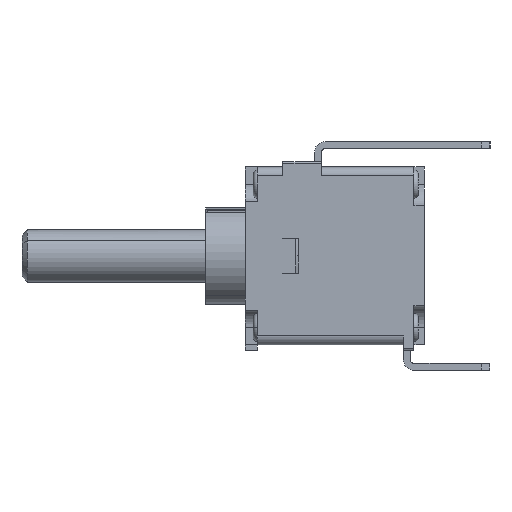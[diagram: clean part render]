
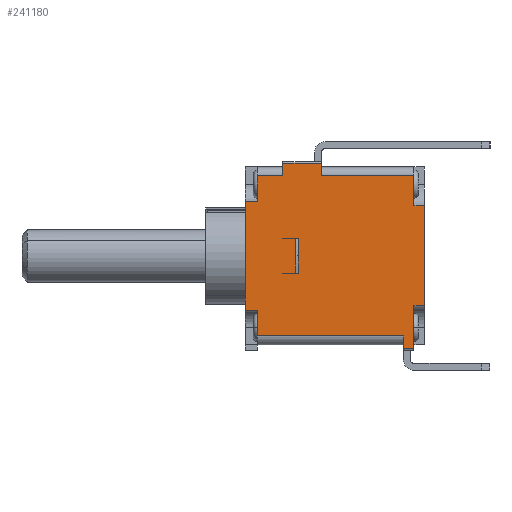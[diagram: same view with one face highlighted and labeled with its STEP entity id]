
A CAD part, left-side view. The second image highlights one B-rep face of the part: STEP entity #241180.
In plain terms, the highlighted face is planar.
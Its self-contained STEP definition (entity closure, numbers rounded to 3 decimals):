
#1170=CARTESIAN_POINT('',(10.16,0.,7.984))
;
#1180=DIRECTION('',(0.,1.,0.));
#1190=VECTOR('',#1180,1.);
#1200=LINE('',#1170,#1190);
#1210=CARTESIAN_POINT('',(10.16,4.08,7.984));
#1220=VERTEX_POINT('',#1210);
#1230=CARTESIAN_POINT('',(10.16,4.09,7.984));
#1240=VERTEX_POINT('',#1230);
#1250=EDGE_CURVE('',#1220,#1240,#1200,.T.);
#1630=CARTESIAN_POINT('',(10.16,6.07,7.984));
#1640=VERTEX_POINT('',#1630);
#1670=CARTESIAN_POINT('',(10.16,6.08,7.984));
#1680=VERTEX_POINT('',#1670);
#1690=EDGE_CURVE('',#1640,#1680,#1200,.T.);
#4060=CARTESIAN_POINT('',(10.16,9.66,5.764));
#4070=VERTEX_POINT('',#4060);
#4100=CARTESIAN_POINT('',(10.16,10.16,5.764));
#4110=DIRECTION('',(0.,1.,0.));
#4120=VECTOR('',#4110,1.);
#4130=LINE('',#4100,#4120);
#4140=CARTESIAN_POINT('',(10.16,10.37,5.764));
#4150=VERTEX_POINT('',#4140);
#4160=EDGE_CURVE('',#4070,#4150,#4130,.T.);
#6720=CARTESIAN_POINT('',(10.16,-0.24,0.484));
#6730=VERTEX_POINT('',#6720);
#6760=CARTESIAN_POINT('',(10.16,1.814,0.484));
#6770=DIRECTION('',(0.,1.,0.));
#6780=VECTOR('',#6770,1.);
#6790=LINE('',#6760,#6780);
#6800=CARTESIAN_POINT('',(10.16,2.23,0.484));
#6810=VERTEX_POINT('',#6800);
#6820=EDGE_CURVE('',#6730,#6810,#6790,.T.);
#9020=CARTESIAN_POINT('',(10.16,7.93,0.484));
#9030=VERTEX_POINT('',#9020);
#9060=CARTESIAN_POINT('',(10.16,1.814,0.484));
#9070=DIRECTION('',(0.,1.,0.));
#9080=VECTOR('',#9070,1.);
#9090=LINE('',#9060,#9080);
#9100=CARTESIAN_POINT('',(10.16,9.66,0.484));
#9110=VERTEX_POINT('',#9100);
#9120=EDGE_CURVE('',#9030,#9110,#9090,.T.);
#22640=CARTESIAN_POINT('',(10.16,9.66,3.424));
#22650=DIRECTION('',(0.,0.,-1.));
#22660=VECTOR('',#22650,1.);
#22670=LINE('',#22640,#22660);
#22680=EDGE_CURVE('',#4070,#9110,#22670,.T.);
#23220=CARTESIAN_POINT('',(10.16,7.93,-0.116));
#23230=VERTEX_POINT('',#23220);
#23260=CARTESIAN_POINT('',(10.16,7.93,3.424));
#23270=DIRECTION('',(0.,0.,-1.));
#23280=VECTOR('',#23270,1.);
#23290=LINE('',#23260,#23280);
#23300=EDGE_CURVE('',#9030,#23230,#23290,.T.);
#24080=CARTESIAN_POINT('',(10.16,10.37,7.984));
#24090=DIRECTION('',(0.,0.,1.));
#24100=VECTOR('',#24090,1.);
#24110=LINE('',#24080,#24100);
#24120=CARTESIAN_POINT('',(10.16,10.37,7.984));
#24130=VERTEX_POINT('',#24120);
#24140=EDGE_CURVE('',#4150,#24130,#24110,.T.);
#24870=CARTESIAN_POINT('',(10.16,7.988,7.984));
#24880=DIRECTION('',(0.,-1.,0.));
#24890=VECTOR('',#24880,1.);
#24900=LINE('',#24870,#24890);
#24910=CARTESIAN_POINT('',(10.16,9.66,7.984));
#24920=VERTEX_POINT('',#24910);
#24930=EDGE_CURVE('',#24130,#24920,#24900,.T.);
#30140=CARTESIAN_POINT('',(10.16,1.98,10.134));
#30150=VERTEX_POINT('',#30140);
#30180=CARTESIAN_POINT('',(10.16,1.98,7.984));
#30190=DIRECTION('',(0.,0.,1.));
#30200=VECTOR('',#30190,1.);
#30210=LINE('',#30180,#30200);
#30220=CARTESIAN_POINT('',(10.16,1.98,9.434));
#30230=VERTEX_POINT('',#30220);
#30240=EDGE_CURVE('',#30230,#30150,#30210,.T.);
#32190=CARTESIAN_POINT('',(10.16,2.23,-0.116));
#32200=VERTEX_POINT('',#32190);
#32250=CARTESIAN_POINT('',(10.16,2.23,3.424));
#32260=DIRECTION('',(0.,0.,1.));
#32270=VECTOR('',#32260,1.);
#32280=LINE('',#32250,#32270);
#32290=EDGE_CURVE('',#32200,#6810,#32280,.T.);
#32930=CARTESIAN_POINT('',(10.16,-0.24,1.084));
#32940=VERTEX_POINT('',#32930);
#32970=CARTESIAN_POINT('',(10.16,-0.24,3.424));
#32980=DIRECTION('',(0.,0.,-1.));
#32990=VECTOR('',#32980,1.);
#33000=LINE('',#32970,#32990);
#33010=EDGE_CURVE('',#32940,#6730,#33000,.T.);
#42840=CARTESIAN_POINT('',(10.16,8.18,10.134));
#42850=VERTEX_POINT('',#42840);
#42930=CARTESIAN_POINT('',(10.16,8.18,9.434));
#42940=VERTEX_POINT('',#42930);
#42970=CARTESIAN_POINT('',(10.16,8.18,7.984));
#42980=DIRECTION('',(0.,0.,1.));
#42990=VECTOR('',#42980,1.);
#43000=LINE('',#42970,#42990);
#43010=EDGE_CURVE('',#42940,#42850,#43000,.T.);
#45430=CARTESIAN_POINT('',(10.16,9.66,9.434));
#45440=VERTEX_POINT('',#45430);
#45470=CARTESIAN_POINT('',(10.16,0.,9.434)
);
#45480=DIRECTION('',(0.,1.,0.));
#45490=VECTOR('',#45480,1.);
#45500=LINE('',#45470,#45490);
#45510=EDGE_CURVE('',#42940,#45440,#45500,.T.);
#46410=CARTESIAN_POINT('',(10.16,0.,9.434)
);
#46420=DIRECTION('',(0.,1.,0.));
#46430=VECTOR('',#46420,1.);
#46440=LINE('',#46410,#46430);
#46450=CARTESIAN_POINT('',(10.16,0.5,9.434));
#46460=VERTEX_POINT('',#46450);
#46470=EDGE_CURVE('',#46460,#30230,#46440,.T.);
#52890=CARTESIAN_POINT('',(10.16,6.07,7.234));
#52900=VERTEX_POINT('',#52890);
#52930=CARTESIAN_POINT('',(10.16,6.07,7.984));
#52940=DIRECTION('',(0.,0.,1.));
#52950=VECTOR('',#52940,1.);
#52960=LINE('',#52930,#52950);
#52970=EDGE_CURVE('',#52900,#1640,#52960,.T.);
#53250=CARTESIAN_POINT('',(10.16,4.09,7.984));
#53260=DIRECTION('',(0.,0.,1.));
#53270=VECTOR('',#53260,1.);
#53280=LINE('',#53250,#53270);
#53290=CARTESIAN_POINT('',(10.16,4.09,7.234));
#53300=VERTEX_POINT('',#53290);
#53310=EDGE_CURVE('',#53300,#1240,#53280,.T.);
#53660=CARTESIAN_POINT('',(10.16,0.,7.234)
);
#53670=DIRECTION('',(0.,-1.,0.));
#53680=VECTOR('',#53670,1.);
#53690=LINE('',#53660,#53680);
#53700=EDGE_CURVE('',#52900,#53300,#53690,.T.);
#54150=CARTESIAN_POINT('',(10.16,0.5,7.984));
#54160=DIRECTION('',(0.,0.,1.));
#54170=VECTOR('',#54160,1.);
#54180=LINE('',#54150,#54170);
#54190=CARTESIAN_POINT('',(10.16,0.5,1.084));
#54200=VERTEX_POINT('',#54190);
#54210=EDGE_CURVE('',#54200,#46460,#54180,.T.);
#54810=CARTESIAN_POINT('',(10.16,9.66,7.984));
#54820=DIRECTION('',(0.,0.,-1.));
#54830=VECTOR('',#54820,1.);
#54840=LINE('',#54810,#54830);
#54850=EDGE_CURVE('',#45440,#24920,#54840,.T.);
#87520=CARTESIAN_POINT('',(10.16,0.,10.134)
);
#87530=DIRECTION('',(0.,-1.,0.));
#87540=VECTOR('',#87530,1.);
#87550=LINE('',#87520,#87540);
#87560=EDGE_CURVE('',#42850,#30150,#87550,.T.);
#240280=CARTESIAN_POINT('',(10.16,6.08,7.984));
#240290=DIRECTION('',(0.,0.,1.));
#240300=VECTOR('',#240290,1.);
#240310=LINE('',#240280,#240300);
#240320=CARTESIAN_POINT('',(10.16,6.08,7.084));
#240330=VERTEX_POINT('',#240320);
#240340=EDGE_CURVE('',#240330,#1680,#240310,.T.);
#240460=CARTESIAN_POINT('',(10.16,10.16,7.084));
#240470=DIRECTION('',(0.,-1.,0.));
#240480=VECTOR('',#240470,1.);
#240490=LINE('',#240460,#240480);
#240500=CARTESIAN_POINT('',(10.16,4.08,7.084));
#240510=VERTEX_POINT('',#240500);
#240520=EDGE_CURVE('',#240330,#240510,#240490,.T.);
#240680=CARTESIAN_POINT('',(10.16,0.,3.424)
);
#240690=DIRECTION('',(1.,0.,0.));
#240700=DIRECTION('',(0.,1.,0.));
#240710=AXIS2_PLACEMENT_3D('',#240680,#240690,#240700);
#240720=PLANE('',#240710);
#240730=ORIENTED_EDGE('',*,*,#52970,.T.);
#240740=ORIENTED_EDGE('',*,*,#53700,.F.);
#240750=ORIENTED_EDGE('',*,*,#53310,.F.);
#240760=ORIENTED_EDGE('',*,*,#1250,.T.);
#240770=CARTESIAN_POINT('',(10.16,4.08,7.984));
#240780=DIRECTION('',(0.,0.,-1.));
#240790=VECTOR('',#240780,1.);
#240800=LINE('',#240770,#240790);
#240810=EDGE_CURVE('',#1220,#240510,#240800,.T.);
#240820=ORIENTED_EDGE('',*,*,#240810,.F.);
#240830=ORIENTED_EDGE('',*,*,#240520,.T.);
#240840=ORIENTED_EDGE('',*,*,#240340,.F.);
#240850=ORIENTED_EDGE('',*,*,#1690,.T.);
#240860=EDGE_LOOP('',(#240850,#240840,#240830,#240820,#240760,#240750,
#240740,#240730));
#240870=FACE_BOUND('',#240860,.T.);
#240880=ORIENTED_EDGE('',*,*,#24930,.T.);
#240890=ORIENTED_EDGE('',*,*,#24140,.T.);
#240900=ORIENTED_EDGE('',*,*,#4160,.T.);
#240910=ORIENTED_EDGE('',*,*,#22680,.F.);
#240920=ORIENTED_EDGE('',*,*,#9120,.T.);
#240930=ORIENTED_EDGE('',*,*,#23300,.F.);
#240940=CARTESIAN_POINT('',(10.16,1.814,-0.116));
#240950=DIRECTION('',(0.,1.,0.));
#240960=VECTOR('',#240950,1.);
#240970=LINE('',#240940,#240960);
#240980=EDGE_CURVE('',#32200,#23230,#240970,.T.);
#240990=ORIENTED_EDGE('',*,*,#240980,.T.);
#241000=ORIENTED_EDGE('',*,*,#32290,.F.);
#241010=ORIENTED_EDGE('',*,*,#6820,.T.);
#241020=ORIENTED_EDGE('',*,*,#33010,.T.);
#241030=CARTESIAN_POINT('',(10.16,1.814,1.084));
#241040=DIRECTION('',(0.,-1.,0.));
#241050=VECTOR('',#241040,1.);
#241060=LINE('',#241030,#241050);
#241070=EDGE_CURVE('',#54200,#32940,#241060,.T.);
#241080=ORIENTED_EDGE('',*,*,#241070,.T.);
#241090=ORIENTED_EDGE('',*,*,#54210,.F.);
#241100=ORIENTED_EDGE('',*,*,#46470,.F.);
#241110=ORIENTED_EDGE('',*,*,#30240,.F.);
#241120=ORIENTED_EDGE('',*,*,#87560,.T.);
#241130=ORIENTED_EDGE('',*,*,#43010,.T.);
#241140=ORIENTED_EDGE('',*,*,#45510,.F.);
#241150=ORIENTED_EDGE('',*,*,#54850,.F.);
#241160=EDGE_LOOP('',(#241150,#241140,#241130,#241120,#241110,#241100,
#241090,#241080,#241020,#241010,#241000,#240990,#240930,#240920,#240910,
#240900,#240890,#240880));
#241170=FACE_OUTER_BOUND('',#241160,.T.);
#241180=ADVANCED_FACE('',(#240870,#241170),#240720,.T.);
